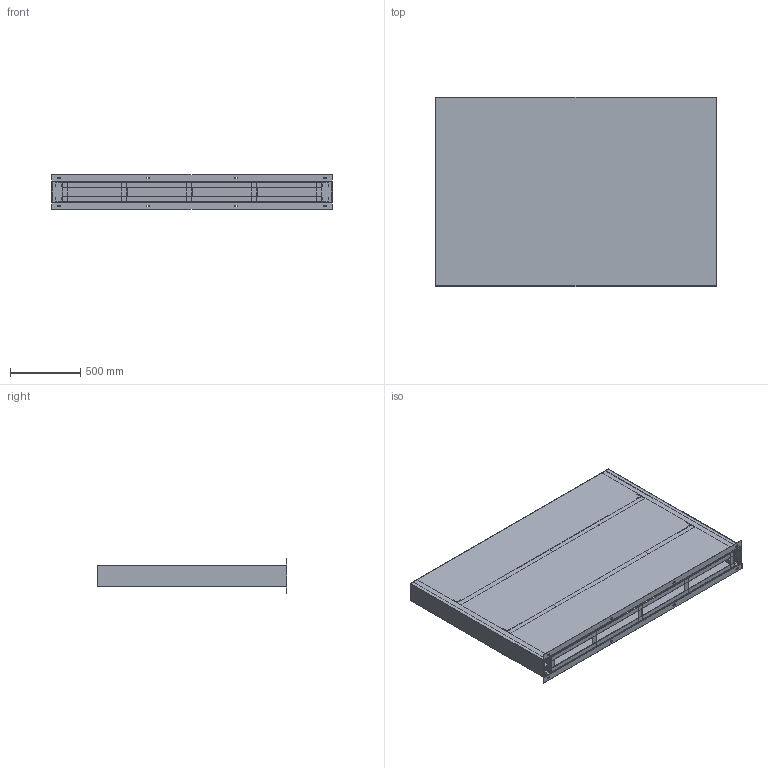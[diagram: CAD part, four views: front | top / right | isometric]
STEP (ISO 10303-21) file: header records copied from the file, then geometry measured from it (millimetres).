
FILE_DESCRIPTION (( 'STEP AP214' ), '1' );
FILE_NAME ('AW3.1_VectorWorks.STEP', '2021-04-22T10:24:39', ( '' ), ( '' ), 'SwSTEP 2.0', 'SolidWorks 2020', '' );
FILE_SCHEMA (( 'AUTOMOTIVE_DESIGN' ));
Length unit declared in the file: millimetre
Products named in the file (9): AW3.1-sidewall; AW3.1-headwall; AW3.1-sidewall2; AW3.1-top; AW3.1-reinforcement 3; AW3.1-reinforcement 1; AW3.1_VectorWorks; AW3.1-reinforcement 2; AW3.1-reinforcement Upr1
Assembly tree (30 placements, depth 2):
  AW3.1_VectorWorks
    AW3.1-sidewall
    AW3.1-sidewall2
    AW3.1-top
    AW3.1-headwall  x2
    AW3.1-reinforcement 1  x6
    AW3.1-reinforcement Upr1  x4
    AW3.1-reinforcement 2  x4
    AW3.1-reinforcement 3  x11
Bounding box: 2000 x 1350 x 248 mm (x, y, z)
Volume: 23370086.9 mm3; surface area: 15776248.9 mm2
Topology: 30 solids, 30 shells, 476 faces, 1044 edges, 628 vertices
Faces by surface type: plane 398, cylinder 78
Entity records: 4430 total; most frequent: DIRECTION 726, CARTESIAN_POINT 689, ORIENTED_EDGE 640, EDGE_CURVE 320, LINE 260, VECTOR 260, AXIS2_PLACEMENT_3D 233, VERTEX_POINT 196
